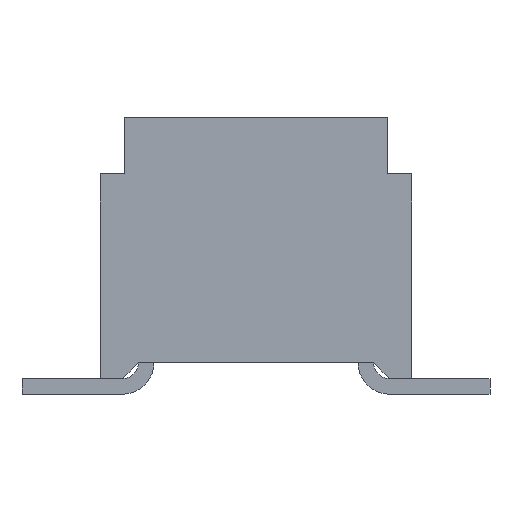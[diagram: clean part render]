
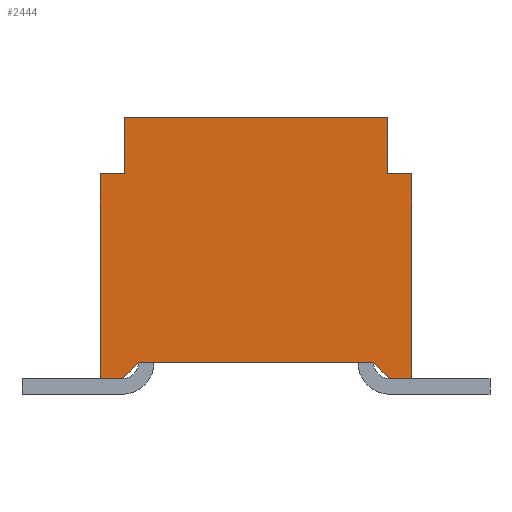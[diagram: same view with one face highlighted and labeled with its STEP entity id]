
A CAD part, left-side view. The second image highlights one B-rep face of the part: STEP entity #2444.
In plain terms, the highlighted planar face has unit normal (-1, 0, 0).
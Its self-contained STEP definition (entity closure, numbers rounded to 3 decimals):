
#1984=CARTESIAN_POINT('',(-3.659,-1.27,1.793));
#1985=VERTEX_POINT('',#1984);
#1992=CARTESIAN_POINT('',(-3.659,-1.27,0.129));
#1993=VERTEX_POINT('',#1992);
#1994=CARTESIAN_POINT('',(-3.659,-1.27,1.793));
#1995=DIRECTION('',(0.0,0.0,-1.0));
#1996=VECTOR('',#1995,1.664);
#1997=LINE('',#1994,#1996);
#1998=EDGE_CURVE('',#1985,#1993,#1997,.T.);
#2022=CARTESIAN_POINT('',(-3.659,-1.067,1.793));
#2023=VERTEX_POINT('',#2022);
#2030=CARTESIAN_POINT('',(-3.659,-1.067,1.793));
#2031=DIRECTION('',(0.0,-1.0,0.0));
#2032=VECTOR('',#2031,0.203);
#2033=LINE('',#2030,#2032);
#2034=EDGE_CURVE('',#2023,#1985,#2033,.T.);
#2053=CARTESIAN_POINT('',(-3.659,-1.067,2.25));
#2054=VERTEX_POINT('',#2053);
#2061=CARTESIAN_POINT('',(-3.659,-1.067,2.25));
#2062=DIRECTION('',(0.0,0.0,-1.0));
#2063=VECTOR('',#2062,0.457);
#2064=LINE('',#2061,#2063);
#2065=EDGE_CURVE('',#2054,#2023,#2064,.T.);
#2084=CARTESIAN_POINT('',(-3.659,1.067,2.25));
#2085=VERTEX_POINT('',#2084);
#2092=CARTESIAN_POINT('',(-3.659,1.067,2.25));
#2093=DIRECTION('',(0.0,-1.0,0.0));
#2094=VECTOR('',#2093,2.134);
#2095=LINE('',#2092,#2094);
#2096=EDGE_CURVE('',#2085,#2054,#2095,.T.);
#2199=CARTESIAN_POINT('',(-3.659,1.067,1.793));
#2200=VERTEX_POINT('',#2199);
#2207=CARTESIAN_POINT('',(-3.659,1.067,1.793));
#2208=DIRECTION('',(0.0,0.0,1.0));
#2209=VECTOR('',#2208,0.457);
#2210=LINE('',#2207,#2209);
#2211=EDGE_CURVE('',#2200,#2085,#2210,.T.);
#2230=CARTESIAN_POINT('',(-3.659,1.27,1.793));
#2231=VERTEX_POINT('',#2230);
#2238=CARTESIAN_POINT('',(-3.659,1.27,1.793));
#2239=DIRECTION('',(0.0,-1.0,0.0));
#2240=VECTOR('',#2239,0.203);
#2241=LINE('',#2238,#2240);
#2242=EDGE_CURVE('',#2231,#2200,#2241,.T.);
#2261=CARTESIAN_POINT('',(-3.659,1.27,0.129));
#2262=VERTEX_POINT('',#2261);
#2269=CARTESIAN_POINT('',(-3.659,1.27,0.129));
#2270=DIRECTION('',(0.0,0.0,1.0));
#2271=VECTOR('',#2270,1.664);
#2272=LINE('',#2269,#2271);
#2273=EDGE_CURVE('',#2262,#2231,#2272,.T.);
#2292=CARTESIAN_POINT('',(-3.659,1.085,0.129));
#2293=VERTEX_POINT('',#2292);
#2300=CARTESIAN_POINT('',(-3.659,1.085,0.129));
#2301=DIRECTION('',(0.0,1.0,0.0));
#2302=VECTOR('',#2301,0.185);
#2303=LINE('',#2300,#2302);
#2304=EDGE_CURVE('',#2293,#2262,#2303,.T.);
#2323=CARTESIAN_POINT('',(-3.659,0.958,0.256));
#2324=VERTEX_POINT('',#2323);
#2331=CARTESIAN_POINT('',(-3.659,0.958,0.256));
#2332=DIRECTION('',(0.0,0.707,-0.707));
#2333=VECTOR('',#2332,0.18);
#2334=LINE('',#2331,#2333);
#2335=EDGE_CURVE('',#2324,#2293,#2334,.T.);
#2354=CARTESIAN_POINT('',(-3.659,-0.958,0.256));
#2355=VERTEX_POINT('',#2354);
#2362=CARTESIAN_POINT('',(-3.659,-0.958,0.256));
#2363=DIRECTION('',(0.0,1.0,0.0));
#2364=VECTOR('',#2363,1.915);
#2365=LINE('',#2362,#2364);
#2366=EDGE_CURVE('',#2355,#2324,#2365,.T.);
#2385=CARTESIAN_POINT('',(-3.659,-1.085,0.129));
#2386=VERTEX_POINT('',#2385);
#2393=CARTESIAN_POINT('',(-3.659,-1.085,0.129));
#2394=DIRECTION('',(0.0,0.707,0.707));
#2395=VECTOR('',#2394,0.18);
#2396=LINE('',#2393,#2395);
#2397=EDGE_CURVE('',#2386,#2355,#2396,.T.);
#2415=CARTESIAN_POINT('',(-3.659,-1.27,0.129));
#2416=DIRECTION('',(0.0,1.0,0.0));
#2417=VECTOR('',#2416,0.185);
#2418=LINE('',#2415,#2417);
#2419=EDGE_CURVE('',#1993,#2386,#2418,.T.);
#2425=CARTESIAN_POINT('',(-3.659,0.,1.187));
#2426=DIRECTION('',(1.0,0.0,0.0));
#2427=DIRECTION('',(0.0,0.0,-1.0));
#2428=AXIS2_PLACEMENT_3D('',#2425,#2426,#2427);
#2429=PLANE('',#2428);
#2430=ORIENTED_EDGE('',*,*,#2419,.F.);
#2431=ORIENTED_EDGE('',*,*,#1998,.F.);
#2432=ORIENTED_EDGE('',*,*,#2034,.F.);
#2433=ORIENTED_EDGE('',*,*,#2065,.F.);
#2434=ORIENTED_EDGE('',*,*,#2096,.F.);
#2435=ORIENTED_EDGE('',*,*,#2211,.F.);
#2436=ORIENTED_EDGE('',*,*,#2242,.F.);
#2437=ORIENTED_EDGE('',*,*,#2273,.F.);
#2438=ORIENTED_EDGE('',*,*,#2304,.F.);
#2439=ORIENTED_EDGE('',*,*,#2335,.F.);
#2440=ORIENTED_EDGE('',*,*,#2366,.F.);
#2441=ORIENTED_EDGE('',*,*,#2397,.F.);
#2442=EDGE_LOOP('',(#2430,#2431,#2432,#2433,#2434,#2435,#2436,#2437,#2438,#2439,#2440,#2441));
#2443=FACE_OUTER_BOUND('',#2442,.T.);
#2444=ADVANCED_FACE('',(#2443),#2429,.F.);
